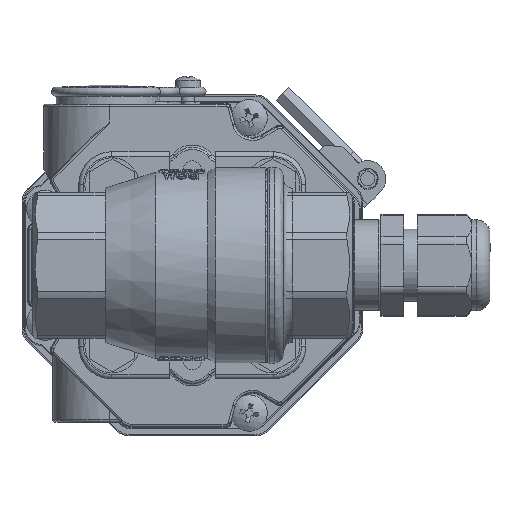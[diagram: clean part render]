
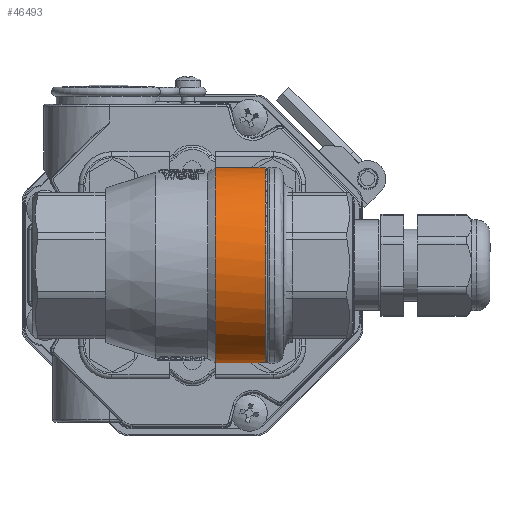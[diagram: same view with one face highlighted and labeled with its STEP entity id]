
A CAD part, front view. The second image highlights one B-rep face of the part: STEP entity #46493.
In plain terms, the highlighted cylindrical face has radius 21.5 mm (diameter 43 mm), a full revolution.
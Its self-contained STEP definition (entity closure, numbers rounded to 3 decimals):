
#7330=B_SPLINE_CURVE_WITH_KNOTS('',3,(#78691,#78692,#78693,#78694,#78695,
#78696,#78697,#78698,#78699,#78700,#78701,#78702,#78703),.UNSPECIFIED.,
 .F.,.F.,(4,1,1,1,1,1,1,1,1,1,4),(0.,0.125,0.25,0.375,0.438,0.5,0.563,
0.625,0.75,0.875,1.),.UNSPECIFIED.);
#7331=B_SPLINE_CURVE_WITH_KNOTS('',3,(#78705,#78706,#78707,#78708,#78709,
#78710,#78711,#78712,#78713,#78714,#78715),.UNSPECIFIED.,.F.,.F.,(4,1,1,
1,1,1,1,1,4),(0.,0.004,0.008,0.013,
0.017,0.021,0.025,0.03,
0.034),.UNSPECIFIED.);
#7332=B_SPLINE_CURVE_WITH_KNOTS('',3,(#78717,#78718,#78719,#78720,#78721,
#78722,#78723,#78724,#78725,#78726,#78727,#78728,#78729),.UNSPECIFIED.,
 .F.,.F.,(4,1,1,1,1,1,1,1,1,1,4),(0.,0.125,0.25,0.375,0.438,0.5,0.563,
0.625,0.75,0.875,1.),.UNSPECIFIED.);
#8268=ORIENTED_EDGE('',*,*,#20712,.T.);
#8269=ORIENTED_EDGE('',*,*,#20766,.T.);
#8270=ORIENTED_EDGE('',*,*,#20767,.T.);
#8271=ORIENTED_EDGE('',*,*,#20768,.F.);
#8272=ORIENTED_EDGE('',*,*,#20769,.T.);
#20712=EDGE_CURVE('',#26964,#26964,#30842,.T.);
#20766=EDGE_CURVE('',#27012,#27013,#30870,.T.);
#20767=EDGE_CURVE('',#27013,#27014,#7330,.T.);
#20768=EDGE_CURVE('',#27015,#27014,#7331,.T.);
#20769=EDGE_CURVE('',#27015,#27012,#7332,.T.);
#26964=VERTEX_POINT('',#78574);
#27012=VERTEX_POINT('',#78689);
#27013=VERTEX_POINT('',#78690);
#27014=VERTEX_POINT('',#78704);
#27015=VERTEX_POINT('',#78716);
#30842=CIRCLE('',#49382,21.5);
#30870=CIRCLE('',#49423,21.5);
#33735=EDGE_LOOP('',(#8268));
#33736=EDGE_LOOP('',(#8269,#8270,#8271,#8272));
#36867=FACE_BOUND('',#33735,.T.);
#36868=FACE_BOUND('',#33736,.T.);
#39957=CYLINDRICAL_SURFACE('',#49422,21.5);
#46493=ADVANCED_FACE('',(#36867,#36868),#39957,.T.);
#49382=AXIS2_PLACEMENT_3D('',#78573,#54917,#54918);
#49422=AXIS2_PLACEMENT_3D('',#78687,#55023,#55024);
#49423=AXIS2_PLACEMENT_3D('',#78688,#55025,#55026);
#54917=DIRECTION('',(-1.,0.,0.));
#54918=DIRECTION('',(0.,0.,1.));
#55023=DIRECTION('',(1.,0.,0.));
#55024=DIRECTION('',(0.,0.,-1.));
#55025=DIRECTION('',(1.,0.,0.));
#55026=DIRECTION('',(0.,0.,-1.));
#78573=CARTESIAN_POINT('',(16.,0.,0.));
#78574=CARTESIAN_POINT('',(16.,0.,21.5));
#78687=CARTESIAN_POINT('',(0.,0.,0.));
#78688=CARTESIAN_POINT('',(5.058,0.,0.));
#78689=CARTESIAN_POINT('',(5.058,17.391,12.642));
#78690=CARTESIAN_POINT('',(5.058,17.391,-12.642));
#78691=CARTESIAN_POINT('',(5.058,17.391,-12.642));
#78692=CARTESIAN_POINT('',(5.058,17.471,-12.531));
#78693=CARTESIAN_POINT('',(5.025,17.609,-12.337));
#78694=CARTESIAN_POINT('',(4.797,17.8,-12.059));
#78695=CARTESIAN_POINT('',(4.558,17.877,-11.944));
#78696=CARTESIAN_POINT('',(4.319,17.924,-11.874));
#78697=CARTESIAN_POINT('',(4.089,17.947,-11.839));
#78698=CARTESIAN_POINT('',(3.937,17.954,-11.828));
#78699=CARTESIAN_POINT('',(3.693,17.959,-11.821));
#78700=CARTESIAN_POINT('',(3.335,17.943,-11.844));
#78701=CARTESIAN_POINT('',(3.006,17.913,-11.89));
#78702=CARTESIAN_POINT('',(2.747,17.881,-11.939));
#78703=CARTESIAN_POINT('',(2.616,17.861,-11.967));
#78704=CARTESIAN_POINT('',(2.616,17.861,-11.967));
#78705=CARTESIAN_POINT('',(2.616,17.861,11.967));
#78706=CARTESIAN_POINT('',(4.005,18.065,11.664));
#78707=CARTESIAN_POINT('',(6.57,18.757,10.606));
#78708=CARTESIAN_POINT('',(9.667,20.099,7.889));
#78709=CARTESIAN_POINT('',(11.736,21.202,4.273));
#78710=CARTESIAN_POINT('',(12.503,21.647,0.027));
#78711=CARTESIAN_POINT('',(11.75,21.209,-4.247));
#78712=CARTESIAN_POINT('',(9.67,20.1,-7.885));
#78713=CARTESIAN_POINT('',(6.582,18.761,-10.599));
#78714=CARTESIAN_POINT('',(4.005,18.065,-11.664));
#78715=CARTESIAN_POINT('',(2.616,17.861,-11.967));
#78716=CARTESIAN_POINT('',(2.616,17.861,11.967));
#78717=CARTESIAN_POINT('',(2.616,17.861,11.967));
#78718=CARTESIAN_POINT('',(2.747,17.881,11.939));
#78719=CARTESIAN_POINT('',(3.006,17.913,11.89));
#78720=CARTESIAN_POINT('',(3.335,17.943,11.844));
#78721=CARTESIAN_POINT('',(3.693,17.959,11.821));
#78722=CARTESIAN_POINT('',(3.939,17.954,11.828));
#78723=CARTESIAN_POINT('',(4.091,17.947,11.839));
#78724=CARTESIAN_POINT('',(4.32,17.924,11.874));
#78725=CARTESIAN_POINT('',(4.559,17.877,11.944));
#78726=CARTESIAN_POINT('',(4.798,17.8,12.06));
#78727=CARTESIAN_POINT('',(5.025,17.609,12.338));
#78728=CARTESIAN_POINT('',(5.058,17.471,12.532));
#78729=CARTESIAN_POINT('',(5.058,17.391,12.642));
